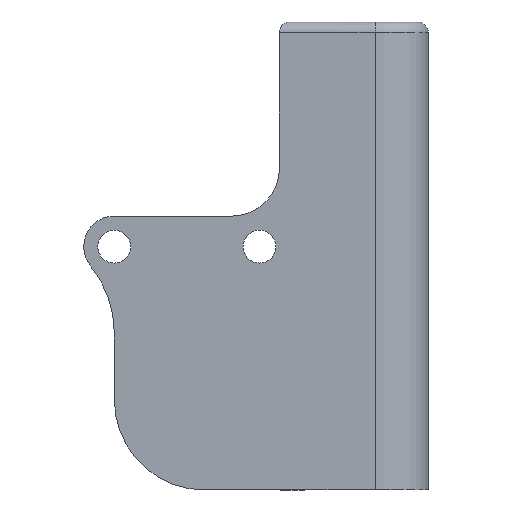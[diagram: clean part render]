
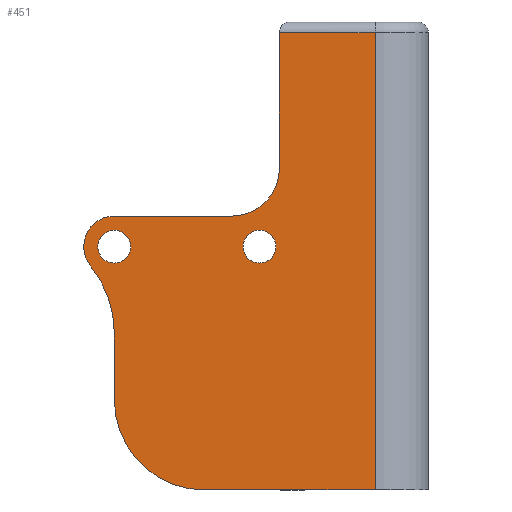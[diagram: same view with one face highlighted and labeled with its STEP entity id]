
A CAD part, left-side view. The second image highlights one B-rep face of the part: STEP entity #451.
In plain terms, the highlighted planar face has unit normal (-1, 0, 0).
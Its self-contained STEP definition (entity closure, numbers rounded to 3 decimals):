
#21=FACE_BOUND('',#74,.T.);
#22=FACE_BOUND('',#75,.T.);
#25=PLANE('',#507);
#42=FACE_OUTER_BOUND('',#73,.T.);
#73=EDGE_LOOP('',(#336,#337,#338,#339,#340,#341,#342,#343,#344,#345));
#74=EDGE_LOOP('',(#346));
#75=EDGE_LOOP('',(#347));
#99=LINE('',#715,#134);
#108=LINE('',#751,#143);
#109=LINE('',#756,#144);
#110=LINE('',#762,#145);
#111=LINE('',#766,#146);
#112=LINE('',#767,#147);
#134=VECTOR('',#566,10.);
#143=VECTOR('',#599,10.);
#144=VECTOR('',#604,10.);
#145=VECTOR('',#609,10.);
#146=VECTOR('',#612,10.);
#147=VECTOR('',#613,10.);
#180=CIRCLE('',#508,4.5);
#181=CIRCLE('',#509,2.875);
#182=CIRCLE('',#510,10.);
#183=CIRCLE('',#511,8.5);
#184=CIRCLE('',#512,1.543);
#185=CIRCLE('',#513,1.543);
#199=VERTEX_POINT('',#705);
#202=VERTEX_POINT('',#713);
#217=VERTEX_POINT('',#749);
#218=VERTEX_POINT('',#753);
#219=VERTEX_POINT('',#755);
#220=VERTEX_POINT('',#757);
#221=VERTEX_POINT('',#759);
#222=VERTEX_POINT('',#761);
#223=VERTEX_POINT('',#763);
#224=VERTEX_POINT('',#765);
#225=VERTEX_POINT('',#768);
#226=VERTEX_POINT('',#770);
#246=EDGE_CURVE('',#199,#202,#99,.T.);
#264=EDGE_CURVE('',#202,#217,#108,.T.);
#265=EDGE_CURVE('',#217,#218,#180,.T.);
#266=EDGE_CURVE('',#218,#219,#109,.T.);
#267=EDGE_CURVE('',#219,#220,#181,.T.);
#268=EDGE_CURVE('',#220,#221,#182,.T.);
#269=EDGE_CURVE('',#221,#222,#110,.T.);
#270=EDGE_CURVE('',#222,#223,#183,.T.);
#271=EDGE_CURVE('',#224,#223,#111,.T.);
#272=EDGE_CURVE('',#224,#199,#112,.T.);
#273=EDGE_CURVE('',#225,#225,#184,.T.);
#274=EDGE_CURVE('',#226,#226,#185,.T.);
#336=ORIENTED_EDGE('',*,*,#246,.T.);
#337=ORIENTED_EDGE('',*,*,#264,.T.);
#338=ORIENTED_EDGE('',*,*,#265,.T.);
#339=ORIENTED_EDGE('',*,*,#266,.T.);
#340=ORIENTED_EDGE('',*,*,#267,.T.);
#341=ORIENTED_EDGE('',*,*,#268,.T.);
#342=ORIENTED_EDGE('',*,*,#269,.T.);
#343=ORIENTED_EDGE('',*,*,#270,.T.);
#344=ORIENTED_EDGE('',*,*,#271,.F.);
#345=ORIENTED_EDGE('',*,*,#272,.T.);
#346=ORIENTED_EDGE('',*,*,#273,.F.);
#347=ORIENTED_EDGE('',*,*,#274,.F.);
#451=ADVANCED_FACE('',(#42,#21,#22),#25,.T.);
#507=AXIS2_PLACEMENT_3D('',#752,#600,#601);
#508=AXIS2_PLACEMENT_3D('',#754,#602,#603);
#509=AXIS2_PLACEMENT_3D('',#758,#605,#606);
#510=AXIS2_PLACEMENT_3D('',#760,#607,#608);
#511=AXIS2_PLACEMENT_3D('',#764,#610,#611);
#512=AXIS2_PLACEMENT_3D('',#769,#614,#615);
#513=AXIS2_PLACEMENT_3D('',#771,#616,#617);
#566=DIRECTION('',(0.,1.,0.));
#599=DIRECTION('',(0.,0.,-1.));
#600=DIRECTION('center_axis',(-1.,0.,0.));
#601=DIRECTION('ref_axis',(0.,-1.,0.));
#602=DIRECTION('center_axis',(1.,0.,0.));
#603=DIRECTION('ref_axis',(0.,-0.707,-0.707));
#604=DIRECTION('',(0.,1.,0.));
#605=DIRECTION('center_axis',(-1.,0.,0.));
#606=DIRECTION('ref_axis',(0.,-1.,0.));
#607=DIRECTION('center_axis',(1.,0.,0.));
#608=DIRECTION('ref_axis',(0.,-0.943,0.334));
#609=DIRECTION('',(0.,0.,-1.));
#610=DIRECTION('center_axis',(-1.,0.,0.));
#611=DIRECTION('ref_axis',(0.,0.707,-0.707));
#612=DIRECTION('',(0.,1.,0.));
#613=DIRECTION('',(0.,0.,1.));
#614=DIRECTION('center_axis',(-1.,0.,0.));
#615=DIRECTION('ref_axis',(0.,-1.,0.));
#616=DIRECTION('center_axis',(-1.,0.,0.));
#617=DIRECTION('ref_axis',(0.,-1.,0.));
#705=CARTESIAN_POINT('',(3.5,-97.116,20.125));
#713=CARTESIAN_POINT('',(3.5,-88.116,20.125));
#715=CARTESIAN_POINT('',(3.5,-87.016,20.125));
#749=CARTESIAN_POINT('',(3.5,-88.116,7.375));
#751=CARTESIAN_POINT('',(3.5,-88.116,-7.875));
#752=CARTESIAN_POINT('Origin',(3.5,-79.416,0.));
#753=CARTESIAN_POINT('',(3.5,-83.616,2.875));
#754=CARTESIAN_POINT('Origin',(3.5,-83.616,7.375));
#755=CARTESIAN_POINT('',(3.5,-72.591,2.875));
#756=CARTESIAN_POINT('',(3.5,-86.241,2.875));
#757=CARTESIAN_POINT('',(3.5,-70.358,-1.811));
#758=CARTESIAN_POINT('Origin',(3.5,-72.591,0.));
#759=CARTESIAN_POINT('',(3.5,-72.591,-8.11));
#760=CARTESIAN_POINT('Origin',(3.5,-62.591,-8.11));
#761=CARTESIAN_POINT('',(3.5,-72.591,-14.375));
#762=CARTESIAN_POINT('',(3.5,-72.591,-2.875));
#763=CARTESIAN_POINT('',(3.5,-81.091,-22.875));
#764=CARTESIAN_POINT('Origin',(3.5,-81.091,-14.375));
#765=CARTESIAN_POINT('',(3.5,-97.116,-22.875));
#766=CARTESIAN_POINT('',(3.5,-102.116,-22.875));
#767=CARTESIAN_POINT('',(3.5,-97.116,-11.437));
#768=CARTESIAN_POINT('',(3.5,-71.048,0.));
#769=CARTESIAN_POINT('Origin',(3.5,-72.591,0.));
#770=CARTESIAN_POINT('',(3.5,-84.698,0.));
#771=CARTESIAN_POINT('Origin',(3.5,-86.241,0.));
